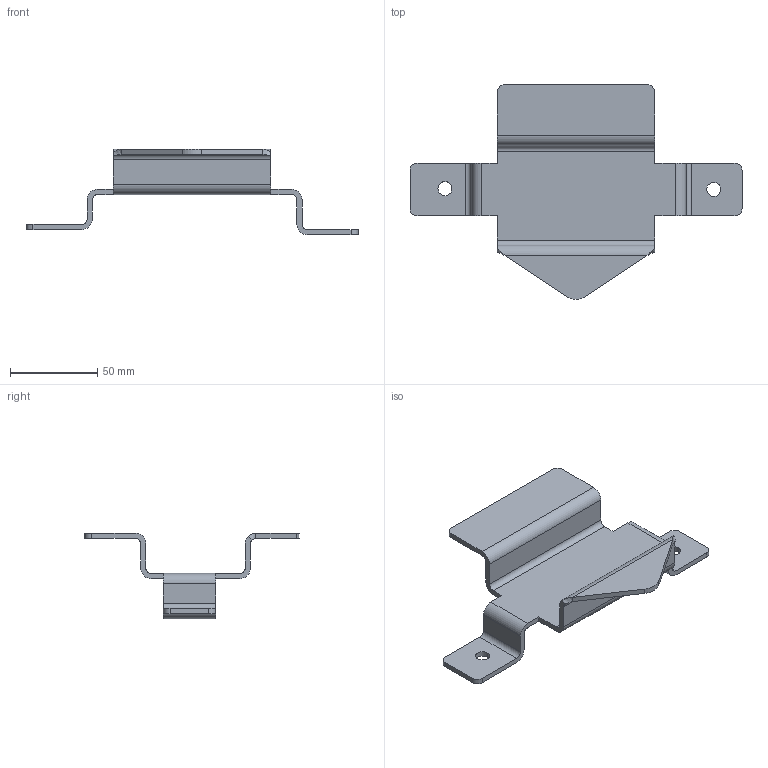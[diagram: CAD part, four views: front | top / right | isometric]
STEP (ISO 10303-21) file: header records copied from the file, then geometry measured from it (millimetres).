
FILE_DESCRIPTION((''),'2;1');
FILE_NAME('SHEET_METAL_MODEL2','2017-11-08T20:30:28',('GKam'),(''),'CREO PARAMETRIC BY PTC INC, 2016510','CREO PARAMETRIC BY PTC INC, 2016510','');
FILE_SCHEMA(('AP242_MANAGED_MODEL_BASED_3D_ENGINEERING_MIM_LF { 1 0 10303 442 1 1 4 }'));
Length unit declared in the file: millimetre
Products named in the file (1): SHEET_METAL_MODEL2
Bounding box: 190 x 122.94 x 49 mm (x, y, z)
Volume: 51776.9 mm3; surface area: 36837.9 mm2
Topology: 1 solids, 1 shells, 60 faces, 187 edges, 146 vertices
Faces by surface type: plane 31, cylinder 27, bspline 2
Entity records: 2984 total; most frequent: CARTESIAN_POINT 436, DIRECTION 371, ORIENTED_EDGE 340, PRESENTATION_STYLE_ASSIGNMENT 193, STYLED_ITEM 193, CURVE_STYLE 192, EDGE_CURVE 170, VECTOR 129
